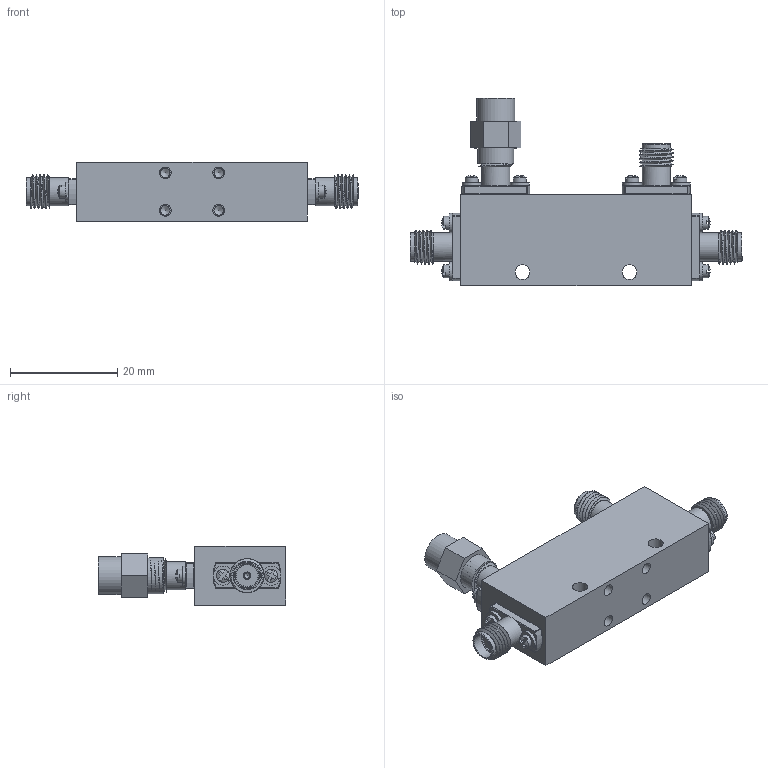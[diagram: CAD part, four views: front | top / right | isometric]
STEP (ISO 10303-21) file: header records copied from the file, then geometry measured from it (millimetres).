
FILE_DESCRIPTION (( 'STEP AP214' ), '1' );
FILE_NAME ('27050160 - OUTLINE ASSEMBLY.STEP', '2025-04-04T15:49:48', ( '' ), ( '' ), 'SwSTEP 2.0', 'SolidWorks 2024', '' );
FILE_SCHEMA (( 'AUTOMOTIVE_DESIGN' ));
Length unit declared in the file: inch
Products named in the file (7): PL80-096 SMA CON 12 MIL PIN MDH; TERMINATOR; 27050160 - OUTLINE ASSEMBLY; PL256-SWSP (DD) Split Washer Small Pattern; PL080-P3_16 FI P1875 MDH_0.18750; 27250160 - LABEL; 27050160 - OUTLINE BLOCK
Assembly tree (23 placements, depth 2):
  27050160 - OUTLINE ASSEMBLY
    27050160 - OUTLINE BLOCK
    PL80-096 SMA CON 12 MIL PIN MDH  x4
    TERMINATOR
    PL080-P3_16 FI P1875 MDH_0.18750  x8
    PL256-SWSP (DD) Split Washer Small Pattern  x8
    27250160 - LABEL
Bounding box: 62.05 x 35 x 11.13 mm (x, y, z)
Volume: 9404 mm3; surface area: 7108 mm2
Topology: 23 solids, 23 shells, 699 faces, 2525 edges, 2029 vertices
Faces by surface type: plane 382, cylinder 149, torus 92, sphere 48, cone 20, bspline 8
Full cylindrical faces by diameter (mm): 0.305 x4, 0.559 x4, 1.016 x4, 1.27 x4, 1.524 x8, 1.778 x4, 2.184 x4, 2.438 x8, 2.54 x8, 2.591 x8, 2.8 x2, 3.302 x4, 4.191 x8, 4.318 x1, 4.597 x4, 5.283 x8, 6.719 x1, 7.061 x1
Entity records: 24905 total; most frequent: CARTESIAN_POINT 9127, ORIENTED_EDGE 3188, DIRECTION 1968, EDGE_CURVE 1594, VERTEX_POINT 1523, LINE 974, VECTOR 974, EDGE_LOOP 547
